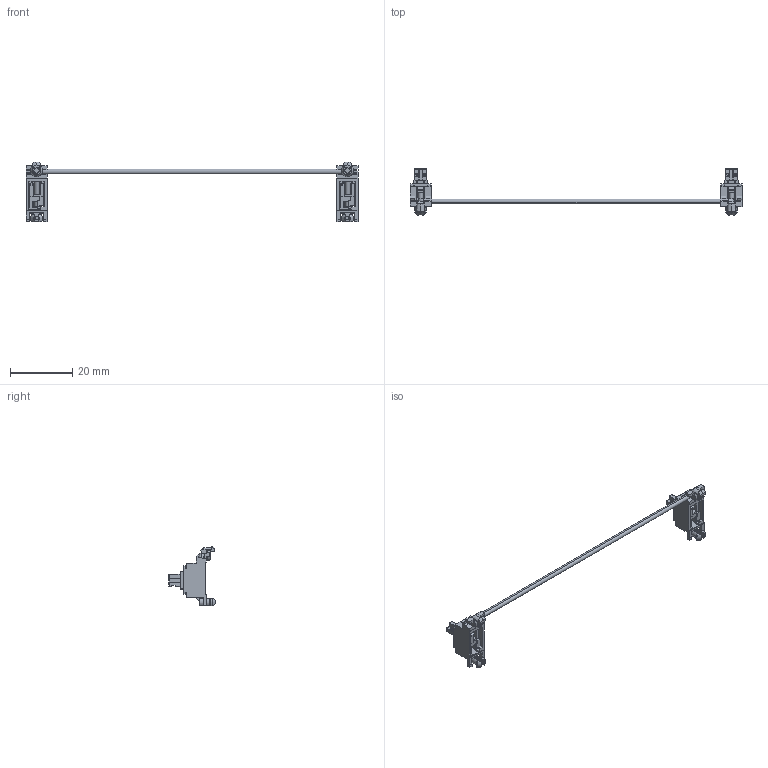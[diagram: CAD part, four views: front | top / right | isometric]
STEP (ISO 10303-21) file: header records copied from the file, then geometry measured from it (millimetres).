
FILE_DESCRIPTION (( 'STEP AP214' ), '1' );
FILE_NAME ('Cherry MX Stabilizer 6.25U.STEP', '2022-08-22T06:55:37', ( '' ), ( '' ), 'SwSTEP 2.0', 'SolidWorks 2020', '' );
FILE_SCHEMA (( 'AUTOMOTIVE_DESIGN' ));
Length unit declared in the file: millimetre
Products named in the file (4): mx Stabilizer base 16828; metal stick 16828; Cherry MX Stabilizer 6.25U; mx Stabilizer key 16828
Assembly tree (5 placements, depth 2):
  Cherry MX Stabilizer 6.25U
    mx Stabilizer base 16828  x2
    mx Stabilizer key 16828  x2
    metal stick 16828
Bounding box: 106.9 x 14.96 x 19.2 mm (x, y, z)
Volume: 1088.3 mm3; surface area: 2781.1 mm2
Topology: 5 solids, 5 shells, 936 faces, 2488 edges, 1506 vertices
Faces by surface type: plane 386, cylinder 344, torus 78, bspline 64, sphere 52, cone 12
Entity records: 16679 total; most frequent: CARTESIAN_POINT 5130, ORIENTED_EDGE 2450, DIRECTION 2277, EDGE_CURVE 1225, AXIS2_PLACEMENT_3D 786, VERTEX_POINT 757, LINE 705, VECTOR 705
